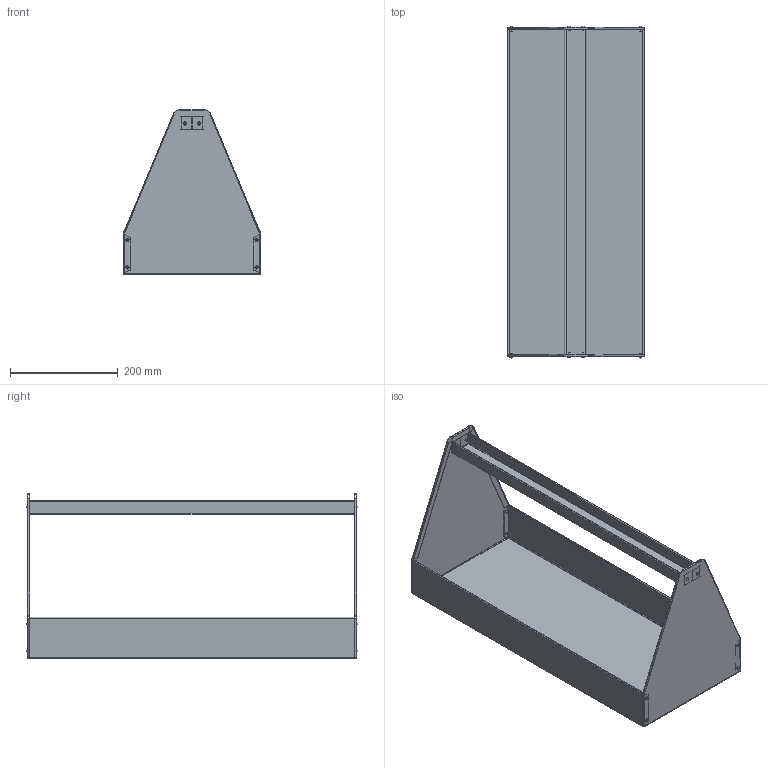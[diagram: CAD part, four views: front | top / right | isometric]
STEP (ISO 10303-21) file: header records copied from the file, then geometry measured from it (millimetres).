
FILE_DESCRIPTION(/* description */ (''),/* implementation_level */ '2;1');
FILE_NAME(/* name */ 'Tool Tray v17.step',/* time_stamp */ '2025-04-22T17:12:17-04:00',/* author */ (''),/* organization */ (''),/* preprocessor_version */ 'ST-DEVELOPER v20.1',/* originating_system */ 'Autodesk Translation Framework v14.4.0.0',/* authorisation */ '');
FILE_SCHEMA (('AUTOMOTIVE_DESIGN { 1 0 10303 214 3 1 1 }'));
Length unit declared in the file: centimetre
Products named in the file (3): Tool Tray; Handle; BHSSR ASME B18.1.1 - 1/8 x 1/4 Steel Plain
Assembly tree (13 placements, depth 2):
  Tool Tray
    Handle
    BHSSR ASME B18.1.1 - 1/8 x 1/4 Steel Plain  x12
Bounding box: 254 x 614.68 x 304.8 mm (x, y, z)
Volume: 426108.2 mm3; surface area: 936032 mm2
Topology: 14 solids, 14 shells, 356 faces, 820 edges, 492 vertices
Faces by surface type: plane 220, cylinder 112, torus 12, sphere 12
Full cylindrical faces by diameter (mm): 3.175 x12, 3.264 x28
Entity records: 8905 total; most frequent: DIRECTION 1571, CARTESIAN_POINT 1485, ORIENTED_EDGE 1462, EDGE_CURVE 731, LINE 525, VECTOR 525, AXIS2_PLACEMENT_3D 523, VERTEX_POINT 437
